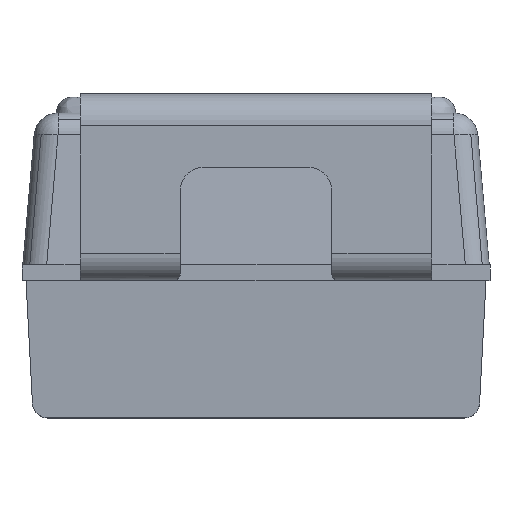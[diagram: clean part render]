
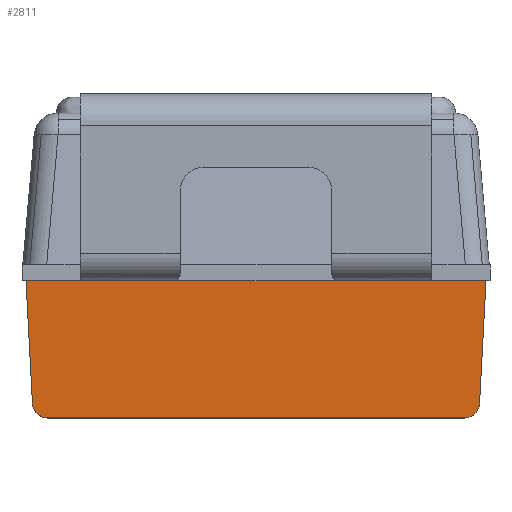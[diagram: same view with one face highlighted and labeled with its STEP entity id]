
A CAD part, front view. The second image highlights one B-rep face of the part: STEP entity #2811.
In plain terms, the highlighted planar face has unit normal (0, -0.999, -0.052).
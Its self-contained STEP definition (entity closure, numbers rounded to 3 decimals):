
#20 =( BOUNDED_CURVE ( )  B_SPLINE_CURVE ( 3, ( #651, #4144, #3761, #4163 ),
 .UNSPECIFIED., .F., .F. ) 
 B_SPLINE_CURVE_WITH_KNOTS ( ( 4, 4 ),
 ( 4.765, 5.524 ),
 .UNSPECIFIED. ) 
 CURVE ( )  GEOMETRIC_REPRESENTATION_ITEM ( )  RATIONAL_B_SPLINE_CURVE ( ( 1., 0.953, 0.953, 1. ) ) 
 REPRESENTATION_ITEM ( '' )  );
#80 = ORIENTED_EDGE ( 'NONE', *, *, #4918, .F. ) ;
#168 = CARTESIAN_POINT ( 'NONE',  ( -1.369, -7.956, -0.833 ) ) ;
#222 = LINE ( 'NONE', #2289, #4221 ) ;
#235 = CARTESIAN_POINT ( 'NONE',  ( 1.44, -8., 0. ) ) ;
#241 = CARTESIAN_POINT ( 'NONE',  ( 1.369, -7.956, -0.833 ) ) ;
#319 = ORIENTED_EDGE ( 'NONE', *, *, #1892, .F. ) ;
#329 = LINE ( 'NONE', #1084, #2452 ) ;
#436 =( BOUNDED_CURVE ( )  B_SPLINE_CURVE ( 3, ( #241, #643, #4200, #4594 ),
 .UNSPECIFIED., .F., .F. ) 
 B_SPLINE_CURVE_WITH_KNOTS ( ( 4, 4 ),
 ( 5.524, 6.083 ),
 .UNSPECIFIED. ) 
 CURVE ( )  GEOMETRIC_REPRESENTATION_ITEM ( )  RATIONAL_B_SPLINE_CURVE ( ( 1., 0.974, 0.974, 1. ) ) 
 REPRESENTATION_ITEM ( '' )  );
#473 = VERTEX_POINT ( 'NONE', #1393 ) ;
#577 = VERTEX_POINT ( 'NONE', #2294 ) ;
#643 = CARTESIAN_POINT ( 'NONE',  ( 1.355, -7.956, -0.846 ) ) ;
#651 = CARTESIAN_POINT ( 'NONE',  ( 1.4, -7.96, -0.765 ) ) ;
#747 = CARTESIAN_POINT ( 'NONE',  ( -1.4, -7.96, -0.765 ) ) ;
#756 = EDGE_CURVE ( 'NONE', #2618, #4116, #4696, .T. ) ;
#955 = ORIENTED_EDGE ( 'NONE', *, *, #3413, .F. ) ;
#1054 = CARTESIAN_POINT ( 'NONE',  ( -1.369, -7.956, -0.833 ) ) ;
#1084 = CARTESIAN_POINT ( 'NONE',  ( -1.435, -7.995, -0.089 ) ) ;
#1091 = DIRECTION ( 'NONE',  ( -0.052, 0.052, -0.997 ) ) ;
#1270 = ORIENTED_EDGE ( 'NONE', *, *, #3630, .T. ) ;
#1369 =( BOUNDED_CURVE ( )  B_SPLINE_CURVE ( 3, ( #3339, #4931, #1810, #3394 ),
 .UNSPECIFIED., .F., .F. ) 
 B_SPLINE_CURVE_WITH_KNOTS ( ( 4, 4 ),
 ( 0.2, 0.759 ),
 .UNSPECIFIED. ) 
 CURVE ( )  GEOMETRIC_REPRESENTATION_ITEM ( )  RATIONAL_B_SPLINE_CURVE ( ( 1., 0.974, 0.974, 1. ) ) 
 REPRESENTATION_ITEM ( '' )  );
#1393 = CARTESIAN_POINT ( 'NONE',  ( -1.32, -7.955, -0.858 ) ) ;
#1451 = VERTEX_POINT ( 'NONE', #168 ) ;
#1508 = CARTESIAN_POINT ( 'NONE',  ( -1.44, -8., 0. ) ) ;
#1513 = CARTESIAN_POINT ( 'NONE',  ( -1.399, -7.959, -0.791 ) ) ;
#1624 = VERTEX_POINT ( 'NONE', #3754 ) ;
#1794 = EDGE_CURVE ( 'NONE', #1451, #577, #4130, .T. ) ;
#1810 = CARTESIAN_POINT ( 'NONE',  ( -1.355, -7.956, -0.846 ) ) ;
#1837 = VERTEX_POINT ( 'NONE', #2304 ) ;
#1892 = EDGE_CURVE ( 'NONE', #4047, #2618, #4740, .T. ) ;
#1915 = DIRECTION ( 'NONE',  ( 0., 0.052, -0.999 ) ) ;
#2231 = ORIENTED_EDGE ( 'NONE', *, *, #756, .F. ) ;
#2289 = CARTESIAN_POINT ( 'NONE',  ( -0.72, -7.955, -0.858 ) ) ;
#2294 = CARTESIAN_POINT ( 'NONE',  ( -1.4, -7.96, -0.765 ) ) ;
#2304 = CARTESIAN_POINT ( 'NONE',  ( 1.32, -7.955, -0.858 ) ) ;
#2305 = ORIENTED_EDGE ( 'NONE', *, *, #1794, .F. ) ;
#2383 = DIRECTION ( 'NONE',  ( 1., 0., 0. ) ) ;
#2452 = VECTOR ( 'NONE', #4638, 1000. ) ;
#2618 = VERTEX_POINT ( 'NONE', #235 ) ;
#2652 = DIRECTION ( 'NONE',  ( 0., -0.999, -0.052 ) ) ;
#2686 = VECTOR ( 'NONE', #2383, 1000. ) ;
#2710 = PLANE ( 'NONE',  #4016 ) ;
#2811 = ADVANCED_FACE ( 'NONE', ( #3005 ), #2710, .T. ) ;
#3005 = FACE_OUTER_BOUND ( 'NONE', #4025, .T. ) ;
#3018 = EDGE_CURVE ( 'NONE', #1624, #1837, #436, .T. ) ;
#3339 = CARTESIAN_POINT ( 'NONE',  ( -1.32, -7.955, -0.858 ) ) ;
#3394 = CARTESIAN_POINT ( 'NONE',  ( -1.369, -7.956, -0.833 ) ) ;
#3413 = EDGE_CURVE ( 'NONE', #4116, #1624, #20, .T. ) ;
#3474 = ORIENTED_EDGE ( 'NONE', *, *, #4551, .T. ) ;
#3630 = EDGE_CURVE ( 'NONE', #473, #1837, #222, .T. ) ;
#3695 = ORIENTED_EDGE ( 'NONE', *, *, #3018, .F. ) ;
#3754 = CARTESIAN_POINT ( 'NONE',  ( 1.369, -7.956, -0.833 ) ) ;
#3761 = CARTESIAN_POINT ( 'NONE',  ( 1.388, -7.957, -0.815 ) ) ;
#3791 = CARTESIAN_POINT ( 'NONE',  ( 1.436, -7.996, -0.075 ) ) ;
#3880 = CARTESIAN_POINT ( 'NONE',  ( -1.44, -8., 0. ) ) ;
#4016 = AXIS2_PLACEMENT_3D ( 'NONE', #1508, #2652, #1915 ) ;
#4025 = EDGE_LOOP ( 'NONE', ( #1270, #3695, #955, #2231, #319, #3474, #2305, #80 ) ) ;
#4047 = VERTEX_POINT ( 'NONE', #4296 ) ;
#4116 = VERTEX_POINT ( 'NONE', #4723 ) ;
#4130 =( BOUNDED_CURVE ( )  B_SPLINE_CURVE ( 3, ( #1054, #4601, #1513, #747 ),
 .UNSPECIFIED., .F., .F. ) 
 B_SPLINE_CURVE_WITH_KNOTS ( ( 4, 4 ),
 ( 0.759, 1.518 ),
 .UNSPECIFIED. ) 
 CURVE ( )  GEOMETRIC_REPRESENTATION_ITEM ( )  RATIONAL_B_SPLINE_CURVE ( ( 1., 0.953, 0.953, 1. ) ) 
 REPRESENTATION_ITEM ( '' )  );
#4144 = CARTESIAN_POINT ( 'NONE',  ( 1.399, -7.959, -0.791 ) ) ;
#4163 = CARTESIAN_POINT ( 'NONE',  ( 1.369, -7.956, -0.833 ) ) ;
#4200 = CARTESIAN_POINT ( 'NONE',  ( 1.338, -7.955, -0.854 ) ) ;
#4221 = VECTOR ( 'NONE', #4973, 1000. ) ;
#4296 = CARTESIAN_POINT ( 'NONE',  ( -1.44, -8., 0. ) ) ;
#4551 = EDGE_CURVE ( 'NONE', #4047, #577, #329, .T. ) ;
#4594 = CARTESIAN_POINT ( 'NONE',  ( 1.32, -7.955, -0.858 ) ) ;
#4601 = CARTESIAN_POINT ( 'NONE',  ( -1.388, -7.957, -0.815 ) ) ;
#4638 = DIRECTION ( 'NONE',  ( 0.052, 0.052, -0.997 ) ) ;
#4696 = LINE ( 'NONE', #3791, #4819 ) ;
#4723 = CARTESIAN_POINT ( 'NONE',  ( 1.4, -7.96, -0.765 ) ) ;
#4740 = LINE ( 'NONE', #3880, #2686 ) ;
#4819 = VECTOR ( 'NONE', #1091, 1000. ) ;
#4918 = EDGE_CURVE ( 'NONE', #473, #1451, #1369, .T. ) ;
#4931 = CARTESIAN_POINT ( 'NONE',  ( -1.338, -7.955, -0.854 ) ) ;
#4973 = DIRECTION ( 'NONE',  ( 1., 0., 0. ) ) ;
